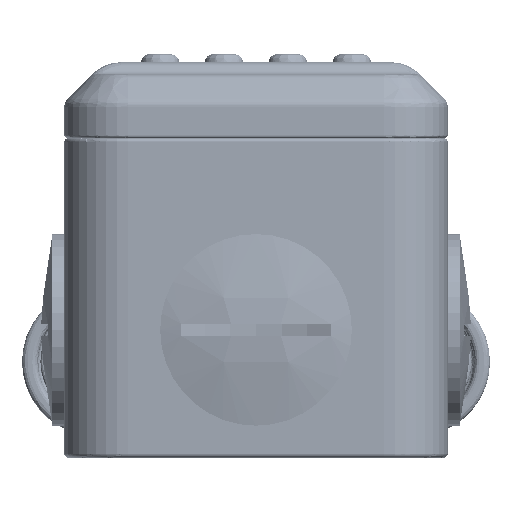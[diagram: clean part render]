
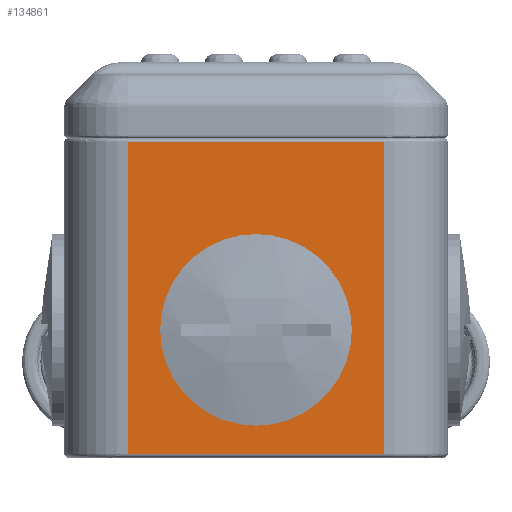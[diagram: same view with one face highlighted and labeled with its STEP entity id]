
A CAD part, front view. The second image highlights one B-rep face of the part: STEP entity #134861.
In plain terms, the highlighted planar face has unit normal (0, -1, 0).
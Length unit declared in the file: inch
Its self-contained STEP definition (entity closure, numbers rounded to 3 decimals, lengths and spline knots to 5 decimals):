
#565 = ORIENTED_EDGE ( 'NONE', *, *, #34356, .F. ) ;
#2138 = CARTESIAN_POINT ( 'NONE',  ( -0.22632, -5.55118, 0.23726 ) ) ;
#3319 = LINE ( 'NONE', #124272, #95655 ) ;
#3556 = CARTESIAN_POINT ( 'NONE',  ( 0., -5.55118, 1.0793 ) ) ;
#4274 = CARTESIAN_POINT ( 'NONE',  ( 0., -5.55118, 0.18054 ) ) ;
#6455 = EDGE_CURVE ( 'NONE', #112868, #46617, #116407, .T. ) ;
#9498 = ORIENTED_EDGE ( 'NONE', *, *, #124349, .F. ) ;
#15460 = CARTESIAN_POINT ( 'NONE',  ( -0.62992, -5.55118, 0.01969 ) ) ;
#16659 = ORIENTED_EDGE ( 'NONE', *, *, #6455, .F. ) ;
#18492 = FACE_BOUND ( 'NONE', #136491, .T. ) ;
#24485 = CARTESIAN_POINT ( 'NONE',  ( -0.44938, -5.55118, 0.5711 ) ) ;
#25194 = CARTESIAN_POINT ( 'NONE',  ( -0.35935, -5.55118, 0.35376 ) ) ;
#26604 = CARTESIAN_POINT ( 'NONE',  ( -0.39266, -5.55118, 0.40361 ) ) ;
#30015 = CARTESIAN_POINT ( 'NONE',  ( -0.94488, -5.55118, 1.51575 ) ) ;
#31464 = DIRECTION ( 'NONE',  ( 0., 0., 1. ) ) ;
#32614 = ORIENTED_EDGE ( 'NONE', *, *, #101488, .F. ) ;
#34356 = EDGE_CURVE ( 'NONE', #132283, #124035, #3319, .T. ) ;
#35062 = DIRECTION ( 'NONE',  ( 0., 0., -1. ) ) ;
#36714 = CARTESIAN_POINT ( 'NONE',  ( -0.05882, -5.55118, 0.18054 ) ) ;
#37361 = CARTESIAN_POINT ( 'NONE',  ( 0.44938, -5.55118, 0.5711 ) ) ;
#37439 = CARTESIAN_POINT ( 'NONE',  ( -0.43768, -5.55118, 0.74755 ) ) ;
#42996 = CARTESIAN_POINT ( 'NONE',  ( 0.22632, -5.55118, 1.02258 ) ) ;
#46617 = VERTEX_POINT ( 'NONE', #57463 ) ;
#47148 = CARTESIAN_POINT ( 'NONE',  ( -0.62992, -5.55118, 1.51575 ) ) ;
#47449 = CARTESIAN_POINT ( 'NONE',  ( 0.11762, -5.55118, 0.19224 ) ) ;
#50983 = EDGE_CURVE ( 'NONE', #124035, #128293, #127164, .T. ) ;
#52373 = CARTESIAN_POINT ( 'NONE',  ( 0., -5.55118, 1.0793 ) ) ;
#53773 = DIRECTION ( 'NONE',  ( 0., 1., 0. ) ) ;
#56504 = CARTESIAN_POINT ( 'NONE',  ( -0.62992, -5.55118, 1.55512 ) ) ;
#56893 = CARTESIAN_POINT ( 'NONE',  ( -0.22632, -5.55118, 1.02258 ) ) ;
#57463 = CARTESIAN_POINT ( 'NONE',  ( 0., -5.55118, 1.0793 ) ) ;
#59022 = CARTESIAN_POINT ( 'NONE',  ( -0.27616, -5.55118, 0.98927 ) ) ;
#59101 = VERTEX_POINT ( 'NONE', #56504 ) ;
#62430 = FACE_OUTER_BOUND ( 'NONE', #85721, .T. ) ;
#62463 = CARTESIAN_POINT ( 'NONE',  ( 0.11762, -5.55118, 1.0676 ) ) ;
#68369 = LINE ( 'NONE', #91400, #91391 ) ;
#70478 = CARTESIAN_POINT ( 'NONE',  ( 0.43768, -5.55118, 0.74755 ) ) ;
#70550 = CARTESIAN_POINT ( 'NONE',  ( -0.11762, -5.55118, 0.19224 ) ) ;
#71176 = CARTESIAN_POINT ( 'NONE',  ( 0.43768, -5.55118, 0.5123 ) ) ;
#78292 = ORIENTED_EDGE ( 'NONE', *, *, #79258, .F. ) ;
#78545 = CARTESIAN_POINT ( 'NONE',  ( -0.39266, -5.55118, 0.85624 ) ) ;
#79258 = EDGE_CURVE ( 'NONE', #46617, #112868, #125436, .T. ) ;
#80600 = CARTESIAN_POINT ( 'NONE',  ( 0.27616, -5.55118, 0.27057 ) ) ;
#81315 = CARTESIAN_POINT ( 'NONE',  ( 0.44938, -5.55118, 0.68874 ) ) ;
#82030 = CARTESIAN_POINT ( 'NONE',  ( 0.05882, -5.55118, 0.18054 ) ) ;
#84792 = PLANE ( 'NONE',  #85577 ) ;
#85577 = AXIS2_PLACEMENT_3D ( 'NONE', #30015, #53773, #31464 ) ;
#85721 = EDGE_LOOP ( 'NONE', ( #9498, #32614, #129596, #565 ) ) ;
#91391 = VECTOR ( 'NONE', #104268, 39.37008 ) ;
#91400 = CARTESIAN_POINT ( 'NONE',  ( -0.94488, -5.55118, 1.55512 ) ) ;
#91745 = CARTESIAN_POINT ( 'NONE',  ( 0.62992, -5.55118, 0.01969 ) ) ;
#92602 = VECTOR ( 'NONE', #125567, 39.37008 ) ;
#95578 = CARTESIAN_POINT ( 'NONE',  ( 0.05882, -5.55118, 1.0793 ) ) ;
#95655 = VECTOR ( 'NONE', #35062, 39.37008 ) ;
#100792 = CARTESIAN_POINT ( 'NONE',  ( -0.43768, -5.55118, 0.5123 ) ) ;
#101401 = CARTESIAN_POINT ( 'NONE',  ( 0., -5.55118, 0.18054 ) ) ;
#101488 = EDGE_CURVE ( 'NONE', #128293, #59101, #115451, .T. ) ;
#102215 = CARTESIAN_POINT ( 'NONE',  ( -0.27616, -5.55118, 0.27057 ) ) ;
#102920 = CARTESIAN_POINT ( 'NONE',  ( -0.44938, -5.55118, 0.68874 ) ) ;
#104268 = DIRECTION ( 'NONE',  ( 1., 0., 0. ) ) ;
#111604 = CARTESIAN_POINT ( 'NONE',  ( -0.05882, -5.55118, 1.0793 ) ) ;
#112868 = VERTEX_POINT ( 'NONE', #101401 ) ;
#114951 = CARTESIAN_POINT ( 'NONE',  ( -0.94488, -5.55118, 0.01969 ) ) ;
#115046 = CARTESIAN_POINT ( 'NONE',  ( 0.39266, -5.55118, 0.40361 ) ) ;
#115451 = LINE ( 'NONE', #47148, #92602 ) ;
#116351 = DIRECTION ( 'NONE',  ( -1., 0., 0. ) ) ;
#116407 = B_SPLINE_CURVE_WITH_KNOTS ( 'NONE', 3,
 ( #127260, #82030, #47449, #125862, #80600, #135948, #115046, #71176, #37361, #81315, #70478, #140875, #141592, #140162, #42996, #62463, #95578, #52373 ),
 .UNSPECIFIED., .F., .F.,
 ( 4, 2, 2, 2, 2, 2, 2, 2, 4 ),
 ( 0., 0.125, 0.25, 0.375, 0.5, 0.625, 0.75, 0.875, 1. ),
 .UNSPECIFIED. ) ;
#123683 = CARTESIAN_POINT ( 'NONE',  ( 0.62992, -5.55118, 1.55512 ) ) ;
#123809 = CARTESIAN_POINT ( 'NONE',  ( -0.35935, -5.55118, 0.90609 ) ) ;
#124035 = VERTEX_POINT ( 'NONE', #91745 ) ;
#124272 = CARTESIAN_POINT ( 'NONE',  ( 0.62992, -5.55118, 1.51575 ) ) ;
#124349 = EDGE_CURVE ( 'NONE', #59101, #132283, #68369, .T. ) ;
#125232 = CARTESIAN_POINT ( 'NONE',  ( -0.11762, -5.55118, 1.0676 ) ) ;
#125436 = B_SPLINE_CURVE_WITH_KNOTS ( 'NONE', 3,
 ( #3556, #111604, #125232, #56893, #59022, #123809, #78545, #37439, #102920, #24485, #100792, #26604, #25194, #102215, #2138, #70550, #36714, #4274 ),
 .UNSPECIFIED., .F., .F.,
 ( 4, 2, 2, 2, 2, 2, 2, 2, 4 ),
 ( 0., 0.125, 0.25, 0.375, 0.5, 0.625, 0.75, 0.875, 1. ),
 .UNSPECIFIED. ) ;
#125567 = DIRECTION ( 'NONE',  ( 0., 0., 1. ) ) ;
#125862 = CARTESIAN_POINT ( 'NONE',  ( 0.22632, -5.55118, 0.23726 ) ) ;
#127164 = LINE ( 'NONE', #114951, #132208 ) ;
#127260 = CARTESIAN_POINT ( 'NONE',  ( 0., -5.55118, 0.18054 ) ) ;
#128293 = VERTEX_POINT ( 'NONE', #15460 ) ;
#129596 = ORIENTED_EDGE ( 'NONE', *, *, #50983, .F. ) ;
#132208 = VECTOR ( 'NONE', #116351, 39.37008 ) ;
#132283 = VERTEX_POINT ( 'NONE', #123683 ) ;
#134861 = ADVANCED_FACE ( 'NONE', ( #62430, #18492 ), #84792, .F. ) ;
#135948 = CARTESIAN_POINT ( 'NONE',  ( 0.35935, -5.55118, 0.35376 ) ) ;
#136491 = EDGE_LOOP ( 'NONE', ( #78292, #16659 ) ) ;
#140162 = CARTESIAN_POINT ( 'NONE',  ( 0.27616, -5.55118, 0.98927 ) ) ;
#140875 = CARTESIAN_POINT ( 'NONE',  ( 0.39266, -5.55118, 0.85624 ) ) ;
#141592 = CARTESIAN_POINT ( 'NONE',  ( 0.35935, -5.55118, 0.90609 ) ) ;
